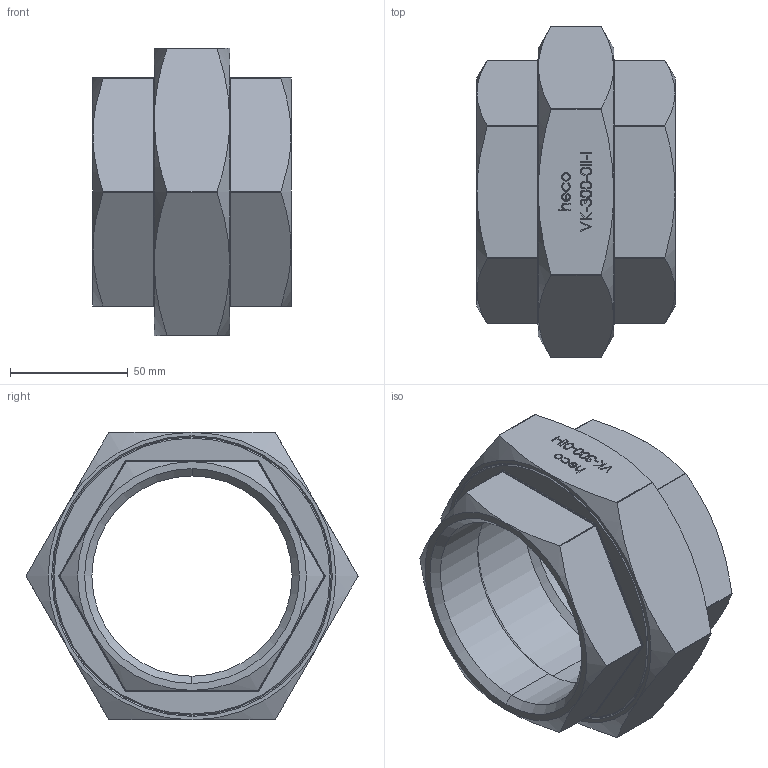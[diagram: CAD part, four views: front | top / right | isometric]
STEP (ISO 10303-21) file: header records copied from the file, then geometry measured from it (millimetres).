
FILE_DESCRIPTION (( 'STEP AP214' ), '1' );
FILE_NAME ('heco_VK-300-0II-I.STEP', '2016-09-23T08:27:52', ( '' ), ( '' ), 'SwSTEP 2.0', 'SolidWorks 2016', '' );
FILE_SCHEMA (( 'AUTOMOTIVE_DESIGN' ));
Length unit declared in the file: millimetre
Products named in the file (1): heco_VK-300-0II-I
Bounding box: 84 x 140.78 x 122.05 mm (x, y, z)
Volume: 329609.4 mm3; surface area: 66501.6 mm2
Topology: 1 solids, 1 shells, 301 faces, 754 edges, 470 vertices
Faces by surface type: plane 105, bspline 88, cylinder 72, cone 36
Entity records: 15285 total; most frequent: CARTESIAN_POINT 7390, ORIENTED_EDGE 1484, DIRECTION 908, EDGE_CURVE 742, VERTEX_POINT 470, VECTOR 364, LINE 364, EDGE_LOOP 330
